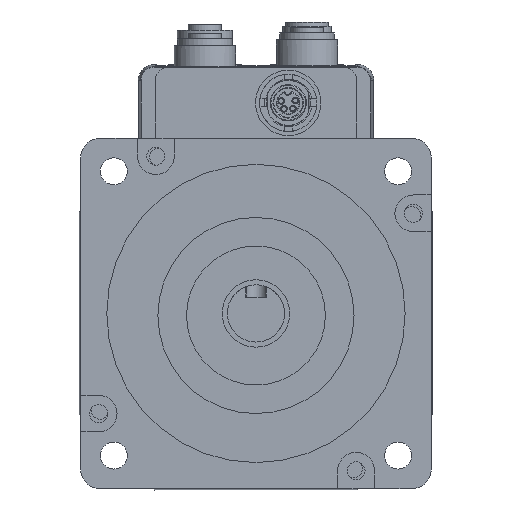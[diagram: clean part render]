
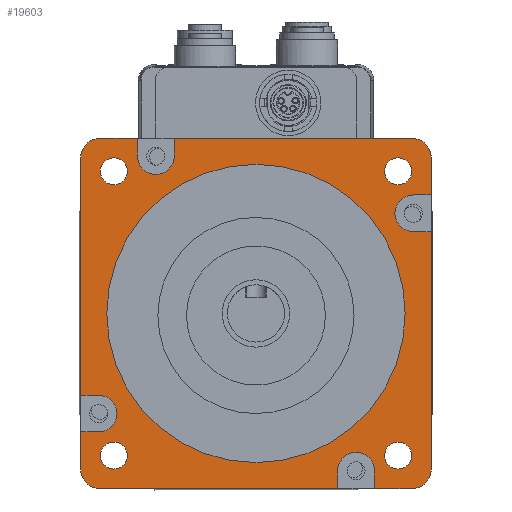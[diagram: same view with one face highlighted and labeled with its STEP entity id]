
A CAD part, front view. The second image highlights one B-rep face of the part: STEP entity #19603.
In plain terms, the highlighted planar face has unit normal (0, -1, 0).
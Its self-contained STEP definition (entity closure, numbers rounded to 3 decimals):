
#1095=FACE_BOUND('',#3505,.T.);
#1096=FACE_BOUND('',#3506,.T.);
#1097=FACE_BOUND('',#3507,.T.);
#1098=FACE_BOUND('',#3508,.T.);
#1099=FACE_BOUND('',#3509,.T.);
#1311=CIRCLE('',#20799,3.3);
#1314=CIRCLE('',#20803,4.5);
#1315=CIRCLE('',#20805,3.3);
#1317=CIRCLE('',#20808,36.5);
#1319=CIRCLE('',#20811,3.3);
#1322=CIRCLE('',#20815,4.9);
#1323=CIRCLE('',#20817,3.3);
#1328=CIRCLE('',#20828,4.9);
#1331=CIRCLE('',#20833,4.9);
#1333=CIRCLE('',#20839,4.9);
#1347=CIRCLE('',#20872,4.5);
#1348=CIRCLE('',#20873,4.5);
#1349=CIRCLE('',#20874,4.5);
#2269=FACE_OUTER_BOUND('',#3504,.T.);
#3504=EDGE_LOOP('',(#13037,#13038,#13039,#13040,#13041,#13042,#13043,#13044,
#13045,#13046,#13047,#13048,#13049,#13050,#13051,#13052,#13053,#13054,#13055,
#13056,#13057,#13058,#13059,#13060));
#3505=EDGE_LOOP('',(#13061));
#3506=EDGE_LOOP('',(#13062));
#3507=EDGE_LOOP('',(#13063));
#3508=EDGE_LOOP('',(#13064));
#3509=EDGE_LOOP('',(#13065));
#4880=LINE('',#29444,#6478);
#4884=LINE('',#29452,#6482);
#4922=LINE('',#29620,#6520);
#4926=LINE('',#29627,#6524);
#4940=LINE('',#29664,#6538);
#4944=LINE('',#29671,#6542);
#4956=LINE('',#29698,#6554);
#4960=LINE('',#29705,#6558);
#4978=LINE('',#29763,#6576);
#4979=LINE('',#29766,#6577);
#4984=LINE('',#29776,#6582);
#4985=LINE('',#29779,#6583);
#4987=LINE('',#29783,#6585);
#4988=LINE('',#29786,#6586);
#4989=LINE('',#29788,#6587);
#4990=LINE('',#29791,#6588);
#6478=VECTOR('',#23138,9.);
#6482=VECTOR('',#23142,58.);
#6520=VECTOR('',#23272,9.);
#6524=VECTOR('',#23276,58.);
#6538=VECTOR('',#23310,9.);
#6542=VECTOR('',#23314,58.);
#6554=VECTOR('',#23338,9.);
#6558=VECTOR('',#23342,58.);
#6576=VECTOR('',#23408,4.4);
#6577=VECTOR('',#23411,4.4);
#6582=VECTOR('',#23422,4.4);
#6583=VECTOR('',#23425,4.4);
#6585=VECTOR('',#23429,4.4);
#6586=VECTOR('',#23434,4.4);
#6587=VECTOR('',#23435,4.4);
#6588=VECTOR('',#23438,4.4);
#8076=VERTEX_POINT('',#29441);
#8077=VERTEX_POINT('',#29443);
#8080=VERTEX_POINT('',#29449);
#8081=VERTEX_POINT('',#29451);
#8121=VERTEX_POINT('',#29559);
#8124=VERTEX_POINT('',#29565);
#8126=VERTEX_POINT('',#29569);
#8127=VERTEX_POINT('',#29573);
#8129=VERTEX_POINT('',#29578);
#8131=VERTEX_POINT('',#29583);
#8134=VERTEX_POINT('',#29590);
#8135=VERTEX_POINT('',#29594);
#8144=VERTEX_POINT('',#29617);
#8145=VERTEX_POINT('',#29619);
#8148=VERTEX_POINT('',#29625);
#8152=VERTEX_POINT('',#29638);
#8157=VERTEX_POINT('',#29652);
#8158=VERTEX_POINT('',#29654);
#8161=VERTEX_POINT('',#29663);
#8164=VERTEX_POINT('',#29669);
#8171=VERTEX_POINT('',#29689);
#8173=VERTEX_POINT('',#29697);
#8176=VERTEX_POINT('',#29703);
#8192=VERTEX_POINT('',#29761);
#8193=VERTEX_POINT('',#29765);
#8196=VERTEX_POINT('',#29778);
#8197=VERTEX_POINT('',#29782);
#8198=VERTEX_POINT('',#29787);
#8199=VERTEX_POINT('',#29789);
#9916=EDGE_CURVE('',#8076,#8077,#4880,.T.);
#9920=EDGE_CURVE('',#8080,#8081,#4884,.T.);
#9964=EDGE_CURVE('',#8121,#8121,#1311,.F.);
#9969=EDGE_CURVE('',#8124,#8126,#1314,.T.);
#9970=EDGE_CURVE('',#8127,#8127,#1315,.F.);
#9972=EDGE_CURVE('',#8129,#8129,#1317,.T.);
#9974=EDGE_CURVE('',#8131,#8131,#1319,.F.);
#9978=EDGE_CURVE('',#8134,#8076,#1322,.T.);
#9979=EDGE_CURVE('',#8135,#8135,#1323,.F.);
#9990=EDGE_CURVE('',#8144,#8145,#4922,.T.);
#9994=EDGE_CURVE('',#8148,#8134,#4926,.T.);
#10000=EDGE_CURVE('',#8081,#8152,#1328,.T.);
#10008=EDGE_CURVE('',#8157,#8158,#1331,.T.);
#10013=EDGE_CURVE('',#8152,#8161,#4940,.T.);
#10017=EDGE_CURVE('',#8164,#8157,#4944,.T.);
#10027=EDGE_CURVE('',#8171,#8144,#1333,.T.);
#10031=EDGE_CURVE('',#8158,#8173,#4956,.T.);
#10035=EDGE_CURVE('',#8176,#8171,#4960,.T.);
#10064=EDGE_CURVE('',#8176,#8192,#4978,.T.);
#10065=EDGE_CURVE('',#8193,#8145,#4979,.T.);
#10071=EDGE_CURVE('',#8164,#8124,#4984,.T.);
#10072=EDGE_CURVE('',#8196,#8173,#4985,.T.);
#10074=EDGE_CURVE('',#8148,#8197,#4987,.T.);
#10075=EDGE_CURVE('',#8197,#8193,#1347,.T.);
#10076=EDGE_CURVE('',#8192,#8196,#1348,.T.);
#10077=EDGE_CURVE('',#8126,#8161,#4988,.T.);
#10078=EDGE_CURVE('',#8080,#8198,#4989,.T.);
#10079=EDGE_CURVE('',#8198,#8199,#1349,.T.);
#10080=EDGE_CURVE('',#8199,#8077,#4990,.T.);
#13037=ORIENTED_EDGE('',*,*,#9916,.F.);
#13038=ORIENTED_EDGE('',*,*,#9978,.F.);
#13039=ORIENTED_EDGE('',*,*,#9994,.F.);
#13040=ORIENTED_EDGE('',*,*,#10074,.T.);
#13041=ORIENTED_EDGE('',*,*,#10075,.T.);
#13042=ORIENTED_EDGE('',*,*,#10065,.T.);
#13043=ORIENTED_EDGE('',*,*,#9990,.F.);
#13044=ORIENTED_EDGE('',*,*,#10027,.F.);
#13045=ORIENTED_EDGE('',*,*,#10035,.F.);
#13046=ORIENTED_EDGE('',*,*,#10064,.T.);
#13047=ORIENTED_EDGE('',*,*,#10076,.T.);
#13048=ORIENTED_EDGE('',*,*,#10072,.T.);
#13049=ORIENTED_EDGE('',*,*,#10031,.F.);
#13050=ORIENTED_EDGE('',*,*,#10008,.F.);
#13051=ORIENTED_EDGE('',*,*,#10017,.F.);
#13052=ORIENTED_EDGE('',*,*,#10071,.T.);
#13053=ORIENTED_EDGE('',*,*,#9969,.T.);
#13054=ORIENTED_EDGE('',*,*,#10077,.T.);
#13055=ORIENTED_EDGE('',*,*,#10013,.F.);
#13056=ORIENTED_EDGE('',*,*,#10000,.F.);
#13057=ORIENTED_EDGE('',*,*,#9920,.F.);
#13058=ORIENTED_EDGE('',*,*,#10078,.T.);
#13059=ORIENTED_EDGE('',*,*,#10079,.T.);
#13060=ORIENTED_EDGE('',*,*,#10080,.T.);
#13061=ORIENTED_EDGE('',*,*,#9974,.T.);
#13062=ORIENTED_EDGE('',*,*,#9970,.T.);
#13063=ORIENTED_EDGE('',*,*,#9972,.F.);
#13064=ORIENTED_EDGE('',*,*,#9964,.T.);
#13065=ORIENTED_EDGE('',*,*,#9979,.T.);
#18630=PLANE('',#20871);
#19603=ADVANCED_FACE('',(#2269,#1095,#1096,#1097,#1098,#1099),#18630,.T.);
#20799=AXIS2_PLACEMENT_3D('',#29560,#23209,#23210);
#20803=AXIS2_PLACEMENT_3D('',#29571,#23219,#23220);
#20805=AXIS2_PLACEMENT_3D('',#29574,#23223,#23224);
#20808=AXIS2_PLACEMENT_3D('',#29579,#23229,#23230);
#20811=AXIS2_PLACEMENT_3D('',#29584,#23235,#23236);
#20815=AXIS2_PLACEMENT_3D('',#29592,#23244,#23245);
#20817=AXIS2_PLACEMENT_3D('',#29595,#23248,#23249);
#20828=AXIS2_PLACEMENT_3D('',#29639,#23286,#23287);
#20833=AXIS2_PLACEMENT_3D('',#29655,#23301,#23302);
#20839=AXIS2_PLACEMENT_3D('',#29691,#23330,#23331);
#20871=AXIS2_PLACEMENT_3D('',#29781,#23427,#23428);
#20872=AXIS2_PLACEMENT_3D('',#29784,#23430,#23431);
#20873=AXIS2_PLACEMENT_3D('',#29785,#23432,#23433);
#20874=AXIS2_PLACEMENT_3D('',#29790,#23436,#23437);
#23138=DIRECTION('',(0.,0.,1.));
#23142=DIRECTION('',(0.,0.,1.));
#23209=DIRECTION('center_axis',(0.,-1.,0.));
#23210=DIRECTION('ref_axis',(0.,0.,-1.));
#23219=DIRECTION('center_axis',(0.,1.,0.));
#23220=DIRECTION('ref_axis',(0.,0.,1.));
#23223=DIRECTION('center_axis',(0.,-1.,0.));
#23224=DIRECTION('ref_axis',(0.,0.,-1.));
#23229=DIRECTION('center_axis',(0.,-1.,0.));
#23230=DIRECTION('ref_axis',(0.,0.,-1.));
#23235=DIRECTION('center_axis',(0.,-1.,0.));
#23236=DIRECTION('ref_axis',(0.,0.,-1.));
#23244=DIRECTION('center_axis',(0.,1.,0.));
#23245=DIRECTION('ref_axis',(1.,0.,0.));
#23248=DIRECTION('center_axis',(0.,-1.,0.));
#23249=DIRECTION('ref_axis',(0.,0.,-1.));
#23272=DIRECTION('',(-1.,0.,0.));
#23276=DIRECTION('',(-1.,0.,0.));
#23286=DIRECTION('center_axis',(0.,1.,0.));
#23287=DIRECTION('ref_axis',(1.,0.,0.));
#23301=DIRECTION('center_axis',(0.,1.,0.));
#23302=DIRECTION('ref_axis',(-1.,0.,0.));
#23310=DIRECTION('',(1.,0.,0.));
#23314=DIRECTION('',(1.,0.,0.));
#23330=DIRECTION('center_axis',(0.,1.,0.));
#23331=DIRECTION('ref_axis',(1.,0.,0.));
#23338=DIRECTION('',(0.,0.,-1.));
#23342=DIRECTION('',(0.,0.,-1.));
#23408=DIRECTION('',(-1.,0.,0.));
#23411=DIRECTION('',(0.,0.,-1.));
#23422=DIRECTION('',(0.,0.,-1.));
#23425=DIRECTION('',(1.,0.,0.));
#23427=DIRECTION('center_axis',(0.,-1.,0.));
#23428=DIRECTION('ref_axis',(0.,0.,-1.));
#23429=DIRECTION('',(0.,0.,1.));
#23430=DIRECTION('center_axis',(0.,1.,0.));
#23431=DIRECTION('ref_axis',(0.,0.,-1.));
#23432=DIRECTION('center_axis',(0.,1.,0.));
#23433=DIRECTION('ref_axis',(0.,0.,-1.));
#23434=DIRECTION('',(0.,0.,1.));
#23435=DIRECTION('',(1.,0.,0.));
#23436=DIRECTION('center_axis',(0.,1.,0.));
#23437=DIRECTION('ref_axis',(0.,0.,1.));
#23438=DIRECTION('',(-1.,0.,0.));
#29441=CARTESIAN_POINT('',(4.066,0.,26.064));
#29443=CARTESIAN_POINT('',(4.066,0.,35.064));
#29444=CARTESIAN_POINT('',(4.066,0.,64.064));
#29449=CARTESIAN_POINT('',(4.066,0.,44.064));
#29451=CARTESIAN_POINT('',(4.066,0.,102.064));
#29452=CARTESIAN_POINT('',(4.066,0.,64.064));
#29559=CARTESIAN_POINT('',(12.181,0.,95.549));
#29560=CARTESIAN_POINT('Origin',(12.181,0.,98.849));
#29565=CARTESIAN_POINT('',(26.966,0.,102.564));
#29569=CARTESIAN_POINT('',(17.966,0.,102.564));
#29571=CARTESIAN_POINT('Origin',(22.466,0.,102.564));
#29573=CARTESIAN_POINT('',(81.751,0.,95.549));
#29574=CARTESIAN_POINT('Origin',(81.751,0.,98.849));
#29578=CARTESIAN_POINT('',(46.966,0.,27.564));
#29579=CARTESIAN_POINT('Origin',(46.966,0.,64.064));
#29583=CARTESIAN_POINT('',(12.181,0.,25.979));
#29584=CARTESIAN_POINT('Origin',(12.181,0.,29.279));
#29590=CARTESIAN_POINT('',(8.966,0.,21.164));
#29592=CARTESIAN_POINT('Origin',(8.966,0.,26.064));
#29594=CARTESIAN_POINT('',(81.751,0.,25.979));
#29595=CARTESIAN_POINT('Origin',(81.751,0.,29.279));
#29617=CARTESIAN_POINT('',(84.966,0.,21.164));
#29619=CARTESIAN_POINT('',(75.966,0.,21.164));
#29620=CARTESIAN_POINT('',(46.966,0.,21.164));
#29625=CARTESIAN_POINT('',(66.966,0.,21.164));
#29627=CARTESIAN_POINT('',(46.966,0.,21.164));
#29638=CARTESIAN_POINT('',(8.966,0.,106.964));
#29639=CARTESIAN_POINT('Origin',(8.966,0.,102.064));
#29652=CARTESIAN_POINT('',(84.966,0.,106.964));
#29654=CARTESIAN_POINT('',(89.866,0.,102.064));
#29655=CARTESIAN_POINT('Origin',(84.966,0.,102.064));
#29663=CARTESIAN_POINT('',(17.966,0.,106.964));
#29664=CARTESIAN_POINT('',(46.966,0.,106.964));
#29669=CARTESIAN_POINT('',(26.966,0.,106.964));
#29671=CARTESIAN_POINT('',(46.966,0.,106.964));
#29689=CARTESIAN_POINT('',(89.866,0.,26.064));
#29691=CARTESIAN_POINT('Origin',(84.966,0.,26.064));
#29697=CARTESIAN_POINT('',(89.866,0.,93.064));
#29698=CARTESIAN_POINT('',(89.866,0.,64.064));
#29703=CARTESIAN_POINT('',(89.866,0.,84.064));
#29705=CARTESIAN_POINT('',(89.866,0.,64.064));
#29761=CARTESIAN_POINT('',(85.466,0.,84.064));
#29763=CARTESIAN_POINT('',(89.966,0.,84.064));
#29765=CARTESIAN_POINT('',(75.966,0.,25.564));
#29766=CARTESIAN_POINT('',(75.966,0.,25.564));
#29776=CARTESIAN_POINT('',(26.966,0.,107.064));
#29778=CARTESIAN_POINT('',(85.466,0.,93.064));
#29779=CARTESIAN_POINT('',(85.466,0.,93.064));
#29781=CARTESIAN_POINT('Origin',(3.966,0.,107.064));
#29782=CARTESIAN_POINT('',(66.966,0.,25.564));
#29783=CARTESIAN_POINT('',(66.966,0.,21.064));
#29784=CARTESIAN_POINT('Origin',(71.466,0.,25.564));
#29785=CARTESIAN_POINT('Origin',(85.466,0.,88.564));
#29786=CARTESIAN_POINT('',(17.966,0.,107.064));
#29787=CARTESIAN_POINT('',(8.466,0.,44.064));
#29788=CARTESIAN_POINT('',(3.966,0.,44.064));
#29789=CARTESIAN_POINT('',(8.466,0.,35.064));
#29790=CARTESIAN_POINT('Origin',(8.466,0.,39.564));
#29791=CARTESIAN_POINT('',(8.466,0.,35.064));
